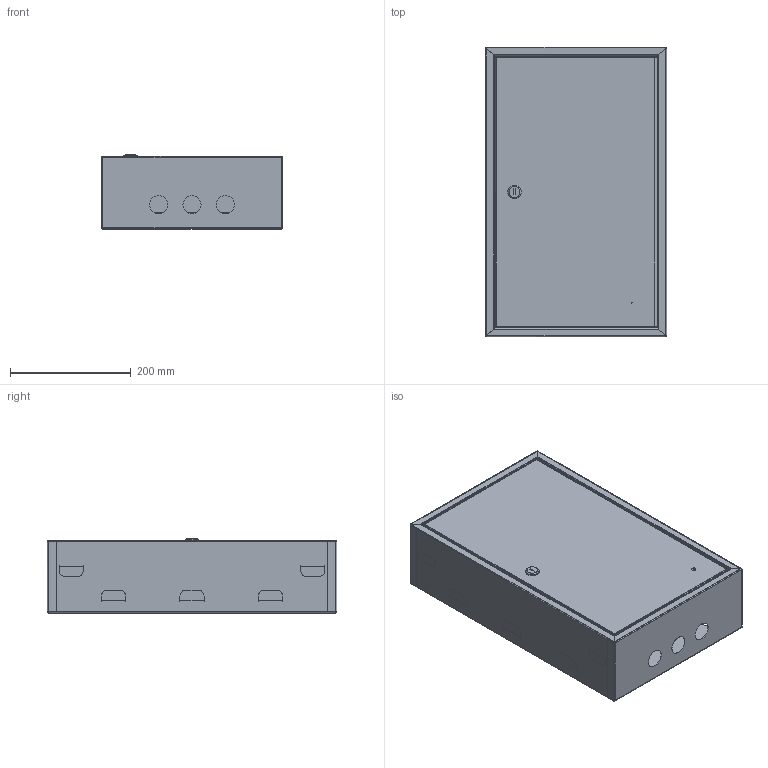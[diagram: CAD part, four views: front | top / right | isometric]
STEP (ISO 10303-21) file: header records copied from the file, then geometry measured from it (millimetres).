
FILE_DESCRIPTION (( 'STEP AP203' ), '1' );
FILE_NAME ('ÙÐÍ-36 (480õ300õ120) IP31 EKF Basic.STEP', '2021-07-13T08:00:31', ( '' ), ( '' ), 'SwSTEP 2.0', 'SolidWorks 2021', '' );
FILE_SCHEMA (( 'CONFIG_CONTROL_DESIGN' ));
Length unit declared in the file: millimetre
Products named in the file (18): ÌÈ-1674.01.02.000 ÑÁ Ñòåíêà ëåâàÿ â ñáîðå; 昈-1674.03.00.001 眈翴錪; Øïèëüêà Ì6õ12; ÌÈ-1674.03.00.000 ÑÁ Ïàíåëü â ñáîðå; ÌÈ-1674.01.00.000 ÑÁ Êîðïóñ â ñáîðå; ÌÈ-1674.01.01.001 Ñòåíêà ïðàâàÿ; cross ph tapping 968_din_Screw DIN 968-ST4.2x13-C-H-N; Êðîíøòåéí 40õ40; pan head cross recess screw_din_ISO 7045 - M4 x 16 - Z --- 16N; ÌÈ-1674.01.02.001 Ñòåíêà ëåâàÿ; ÌÈ-1674.02.00.000 ÑÁ Äâåðü â ñáîðå; ﾌﾈ-1674.02.00.001 ﾄ粢; ÌÈ-1674.01.00.001 Ñòåíêà çàäíÿÿ; DIN-謥濋趌L=260; ÌÈ-1674.01.01.000 ÑÁ Ñòåíêà ïðàâàÿ â ñáîðå; ÙÐÍ-36 (480õ300õ120) IP31 EKF Basic; Çàìîê ïî÷òîâûé; Çàêëåïêà ãàå÷íàÿ Ì4_Œ8
Assembly tree (47 placements, depth 4):
  ÙÐÍ-36 (480õ300õ120) IP31 EKF Basic
    ÌÈ-1674.01.00.000 ÑÁ Êîðïóñ â ñáîðå
      ÌÈ-1674.01.01.000 ÑÁ Ñòåíêà ïðàâàÿ â ñáîðå
        ÌÈ-1674.01.01.001 Ñòåíêà ïðàâàÿ
        Êðîíøòåéí 40õ40  x5
        Øïèëüêà Ì6õ12
      ÌÈ-1674.01.00.001 Ñòåíêà çàäíÿÿ
      ÌÈ-1674.01.02.000 ÑÁ Ñòåíêà ëåâàÿ â ñáîðå
        ÌÈ-1674.01.02.001 Ñòåíêà ëåâàÿ
        Êðîíøòåéí 40õ40  x5
    ÌÈ-1674.02.00.000 ÑÁ Äâåðü â ñáîðå
      ﾌﾈ-1674.02.00.001 ﾄ粢
      Çàêëåïêà ãàå÷íàÿ Ì4_Œ8  x2
      Øïèëüêà Ì6õ12
    pan head cross recess screw_din_ISO 7045 - M4 x 16 - Z --- 16N  x2
    DIN-謥濋趌L=260  x5
    cross ph tapping 968_din_Screw DIN 968-ST4.2x13-C-H-N  x14
    ÌÈ-1674.03.00.000 ÑÁ Ïàíåëü â ñáîðå
      昈-1674.03.00.001 眈翴錪
      Øïèëüêà Ì6õ12
    Çàìîê ïî÷òîâûé
Bounding box: 300 x 480 x 123.6 mm (x, y, z)
Volume: 459197.9 mm3; surface area: 1403194.9 mm2
Topology: 42 solids, 42 shells, 1760 faces, 4533 edges, 2886 vertices
Faces by surface type: plane 965, cylinder 520, bspline 151, cone 76, sphere 32, torus 16
Entity records: 27462 total; most frequent: CARTESIAN_POINT 8608, ORIENTED_EDGE 3410, DIRECTION 3149, EDGE_CURVE 1705, LINE 1107, VECTOR 1107, VERTEX_POINT 1060, AXIS2_PLACEMENT_3D 1021
